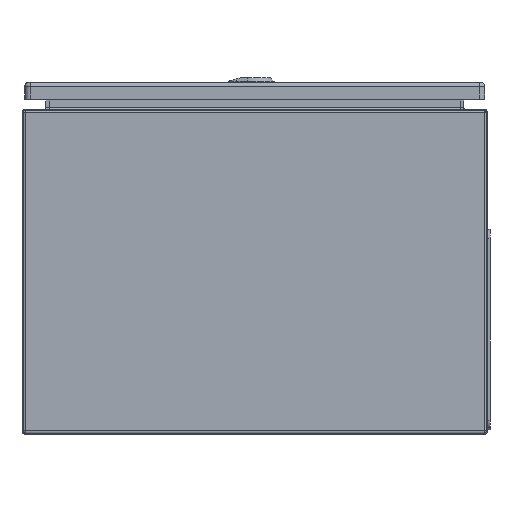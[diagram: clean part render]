
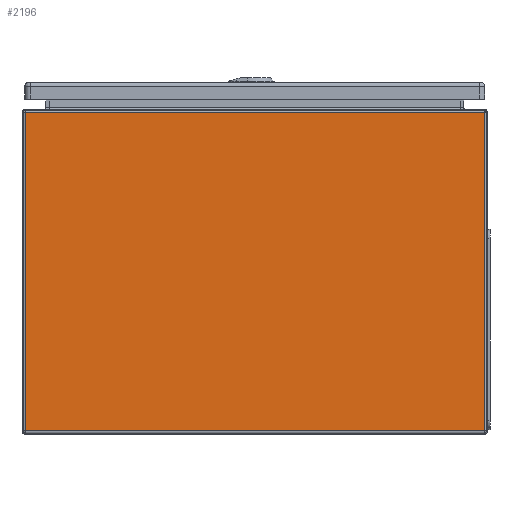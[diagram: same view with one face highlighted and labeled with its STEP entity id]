
A CAD part, left-side view. The second image highlights one B-rep face of the part: STEP entity #2196.
In plain terms, the highlighted planar face has unit normal (-1, 0, 0).
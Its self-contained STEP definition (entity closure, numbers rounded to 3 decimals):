
#2196=ADVANCED_FACE('',(#2884),#2671,.T.);
#2671=PLANE('',#9413);
#2884=FACE_OUTER_BOUND('',#3290,.T.);
#3290=EDGE_LOOP('',(#4057,#4058,#4059,#4060));
#4057=ORIENTED_EDGE('',*,*,#7091,.T.);
#4058=ORIENTED_EDGE('',*,*,#7092,.T.);
#4059=ORIENTED_EDGE('',*,*,#7093,.T.);
#4060=ORIENTED_EDGE('',*,*,#7094,.T.);
#6321=VERTEX_POINT('',#13035);
#6322=VERTEX_POINT('',#13036);
#6323=VERTEX_POINT('',#13038);
#6324=VERTEX_POINT('',#13040);
#7091=EDGE_CURVE('',#6321,#6322,#8195,.T.);
#7092=EDGE_CURVE('',#6322,#6323,#8196,.T.);
#7093=EDGE_CURVE('',#6323,#6324,#8197,.T.);
#7094=EDGE_CURVE('',#6324,#6321,#8198,.T.);
#8195=LINE('',#13034,#8805);
#8196=LINE('',#13037,#8806);
#8197=LINE('',#13039,#8807);
#8198=LINE('',#13041,#8808);
#8805=VECTOR('',#10476,1.);
#8806=VECTOR('',#10477,1.);
#8807=VECTOR('',#10478,1.);
#8808=VECTOR('',#10479,1.);
#9413=AXIS2_PLACEMENT_3D('',#13042,#10480,#10481);
#10476=DIRECTION('',(0.,0.,-1.));
#10477=DIRECTION('',(0.,-1.,0.));
#10478=DIRECTION('',(0.,0.,1.));
#10479=DIRECTION('',(0.,1.,0.));
#10480=DIRECTION('',(-1.,0.,0.));
#10481=DIRECTION('',(0.,0.,1.));
#13034=CARTESIAN_POINT('',(-300.,197.2,279.));
#13035=CARTESIAN_POINT('',(-300.,197.2,276.2));
#13036=CARTESIAN_POINT('',(-300.,197.2,2.8));
#13037=CARTESIAN_POINT('',(-300.,-200.,2.8));
#13038=CARTESIAN_POINT('',(-300.,-197.2,2.8));
#13039=CARTESIAN_POINT('',(-300.,-197.2,279.));
#13040=CARTESIAN_POINT('',(-300.,-197.2,276.2));
#13041=CARTESIAN_POINT('',(-300.,200.,276.2));
#13042=CARTESIAN_POINT('',(-300.,-200.,279.));
